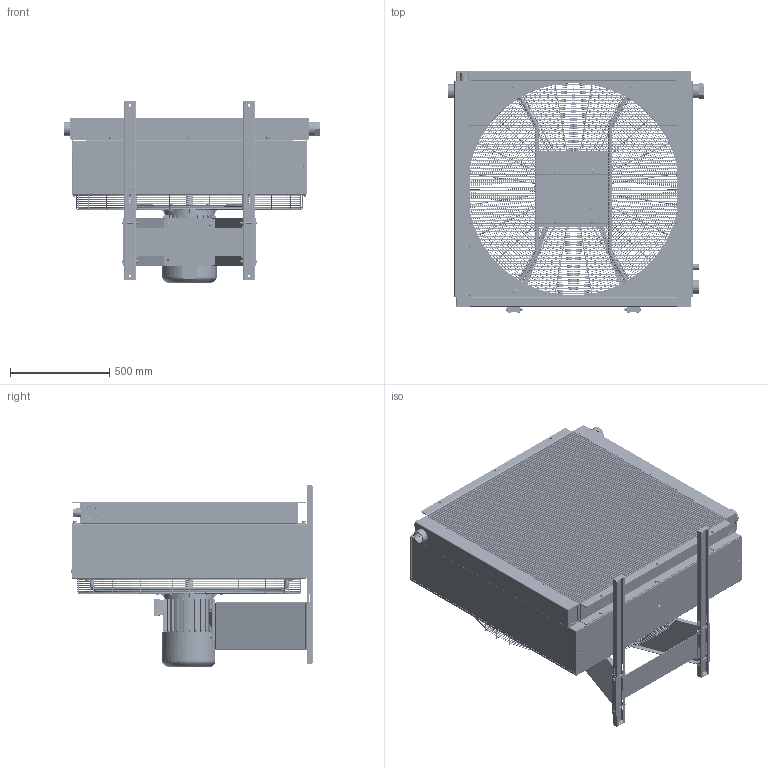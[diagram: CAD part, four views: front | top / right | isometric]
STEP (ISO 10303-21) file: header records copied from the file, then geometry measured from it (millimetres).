
FILE_DESCRIPTION((''),'2;1');
FILE_NAME('LAC-113-8-A-00-000-0-0.stp','2008-06-10T13:15:46',('smasc'),(''),'Autodesk Inventor 2008','Autodesk Inventor 2008','');
FILE_SCHEMA(('AUTOMOTIVE_DESIGN { 1 0 10303 214 1 1 1 1 }'));
Length unit declared in the file: millimetre
Products named in the file (1): Part3
Bounding box: 1287.5 x 1217 x 914.5 mm (x, y, z)
Volume: 11616.6 mm3; surface area: 29506466.3 mm2
Topology: 38 solids, 39 shells, 5720 faces, 14142 edges, 8577 vertices
Faces by surface type: plane 3612, cylinder 1072, cone 420, bspline 311, sphere 169, torus 136
Full cylindrical faces by diameter (mm): 2 x1, 5 x62, 6 x2, 6.4 x2, 8 x26, 8.4 x18, 8.88 x2, 9 x4, 10 x5, 11 x4, 11.6 x4, 11.63 x14, 11.7 x1, 12 x48, 13 x32, 14 x5, 14.1 x1, 15 x8, 16 x18, 16.63 x15, 16.667 x1, 17.4 x8, 18.631 x1, 20 x11, 21 x2, 22 x1, 24 x18, 28.5 x1, 30 x1, 30.291 x1
Entity records: 173991 total; most frequent: CARTESIAN_POINT 41218, ORIENTED_EDGE 26166, DIRECTION 25401, EDGE_CURVE 13083, VECTOR 8543, LINE 8543, AXIS2_PLACEMENT_3D 8429, VERTEX_POINT 8319
